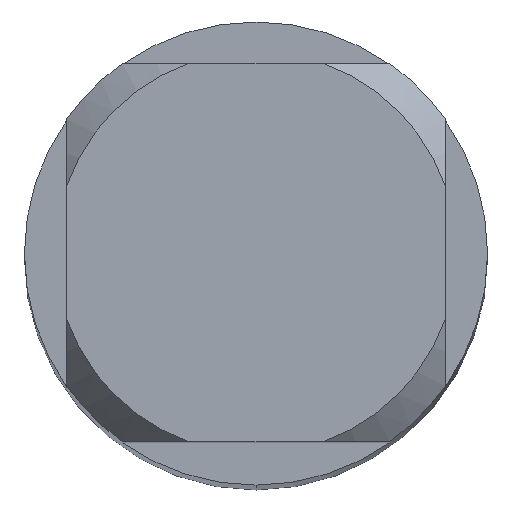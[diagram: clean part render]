
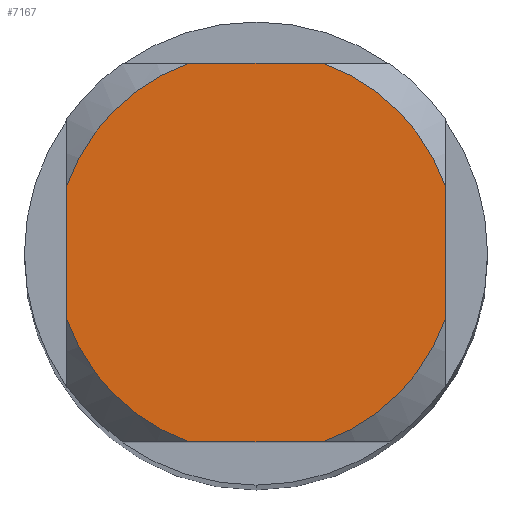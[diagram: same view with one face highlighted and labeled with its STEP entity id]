
A CAD part, top view. The second image highlights one B-rep face of the part: STEP entity #7167.
In plain terms, the highlighted planar face has unit normal (0, 0, 1).
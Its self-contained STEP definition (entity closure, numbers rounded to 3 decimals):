
#2603=VERTEX_POINT('',#7541);
#2727=VERTEX_POINT('',#7675);
#3065=EDGE_CURVE('',#5607,#3539,#8039,.T.);
#3539=VERTEX_POINT('',#8562);
#3589=EDGE_CURVE('',#5751,#6885,#8616,.T.);
#3977=EDGE_CURVE('',#2727,#2603,#9045,.T.);
#5193=EDGE_CURVE('',#5607,#2603,#10374,.T.);
#5221=EDGE_CURVE('',#5751,#7043,#10407,.T.);
#5539=EDGE_CURVE('',#2727,#7043,#10743,.T.);
#5607=VERTEX_POINT('',#10818);
#5667=EDGE_CURVE('',#6563,#6885,#10881,.T.);
#5751=VERTEX_POINT('',#10969);
#6563=VERTEX_POINT('',#11854);
#6885=VERTEX_POINT('',#12204);
#7043=VERTEX_POINT('',#12376);
#7097=EDGE_CURVE('',#6563,#3539,#12434,.T.);
#7167=ADVANCED_FACE('',(#12511),#12512,.T.);
#7541=CARTESIAN_POINT('',(2.45,0.87,0.0));
#7675=CARTESIAN_POINT('',(0.87,2.45,0.0));
#8039=CIRCLE('',#13863,2.6);
#8562=CARTESIAN_POINT('',(0.87,-2.45,0.0));
#8616=LINE('',#14825,#14826);
#9045=CIRCLE('',#15613,2.6);
#10374=LINE('',#17977,#17978);
#10407=CIRCLE('',#18041,2.6);
#10743=LINE('',#18692,#18693);
#10818=CARTESIAN_POINT('',(2.45,-0.87,0.0));
#10881=CIRCLE('',#18912,2.6);
#10969=CARTESIAN_POINT('',(-2.45,0.87,0.0));
#11854=CARTESIAN_POINT('',(-0.87,-2.45,0.0));
#12204=CARTESIAN_POINT('',(-2.45,-0.87,0.0));
#12376=CARTESIAN_POINT('',(-0.87,2.45,0.0));
#12434=LINE('',#21506,#21507);
#12511=FACE_OUTER_BOUND('',#21637,.T.);
#12512=PLANE('',#21638);
#13863=AXIS2_PLACEMENT_3D('',#22635,#22636,#22637);
#14825=CARTESIAN_POINT('',(-2.45,0.65,0.0));
#14826=VECTOR('',#23325,1.0);
#15613=AXIS2_PLACEMENT_3D('',#23782,#23783,#23784);
#17977=CARTESIAN_POINT('',(2.45,0.65,0.0));
#17978=VECTOR('',#25469,1.0);
#18041=AXIS2_PLACEMENT_3D('',#25518,#25519,#25520);
#18692=CARTESIAN_POINT('',(0.0,2.45,0.0));
#18693=VECTOR('',#25803,1.0);
#18912=AXIS2_PLACEMENT_3D('',#26078,#26079,#26080);
#21506=CARTESIAN_POINT('',(0.0,-2.45,0.0));
#21507=VECTOR('',#27651,1.0);
#21637=EDGE_LOOP('',(#27733,#27734,#27735,#27736,#27737,#27738,#27739,#27740));
#21638=AXIS2_PLACEMENT_3D('',#27741,#27742,#27743);
#22635=CARTESIAN_POINT('',(0.0,0.0,0.0));
#22636=DIRECTION('',(0.0,0.0,-1.0));
#22637=DIRECTION('',(0.0,1.0,0.0));
#23325=DIRECTION('',(-0.0,-1.0,0.0));
#23782=CARTESIAN_POINT('',(0.0,0.0,0.0));
#23783=DIRECTION('',(0.0,0.0,-1.0));
#23784=DIRECTION('',(0.0,1.0,0.0));
#25469=DIRECTION('',(-0.0,1.0,0.0));
#25518=CARTESIAN_POINT('',(0.0,0.0,0.0));
#25519=DIRECTION('',(0.0,0.0,-1.0));
#25520=DIRECTION('',(0.0,1.0,0.0));
#25803=DIRECTION('',(-1.0,0.0,0.0));
#26078=CARTESIAN_POINT('',(0.0,0.0,0.0));
#26079=DIRECTION('',(0.0,0.0,-1.0));
#26080=DIRECTION('',(0.0,1.0,0.0));
#27651=DIRECTION('',(1.0,0.0,0.0));
#27733=ORIENTED_EDGE('',*,*,#3589,.T.);
#27734=ORIENTED_EDGE('',*,*,#5667,.F.);
#27735=ORIENTED_EDGE('',*,*,#7097,.T.);
#27736=ORIENTED_EDGE('',*,*,#3065,.F.);
#27737=ORIENTED_EDGE('',*,*,#5193,.T.);
#27738=ORIENTED_EDGE('',*,*,#3977,.F.);
#27739=ORIENTED_EDGE('',*,*,#5539,.T.);
#27740=ORIENTED_EDGE('',*,*,#5221,.F.);
#27741=CARTESIAN_POINT('',(0.0,1.3,0.0));
#27742=DIRECTION('',(-0.0,0.0,1.0));
#27743=DIRECTION('',(0.0,-1.0,0.0));
